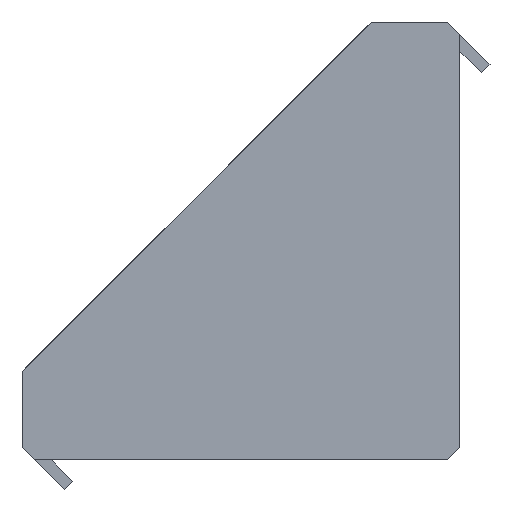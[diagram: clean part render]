
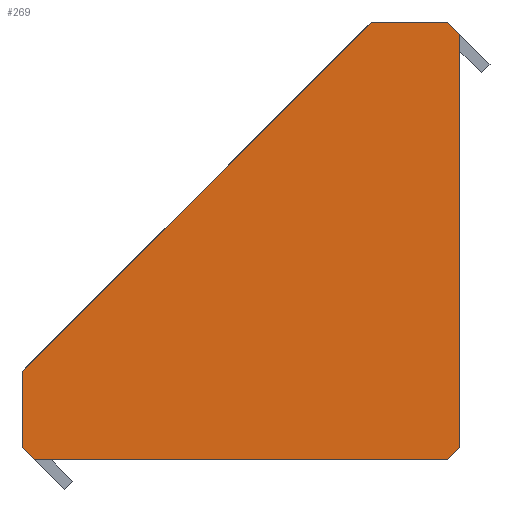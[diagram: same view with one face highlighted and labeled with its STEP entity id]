
A CAD part, left-side view. The second image highlights one B-rep face of the part: STEP entity #269.
In plain terms, the highlighted planar face has unit normal (-1, 0, 0).
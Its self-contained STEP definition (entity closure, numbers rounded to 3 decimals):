
#173 = VECTOR ( 'NONE', #2320, 1000. ) ;
#269 = ADVANCED_FACE ( 'NONE', ( #2432 ), #2480, .F. ) ;
#326 = DIRECTION ( 'NONE',  ( 0., -0.707, -0.707 ) ) ;
#370 = VECTOR ( 'NONE', #2418, 1000. ) ;
#467 = LINE ( 'NONE', #2883, #173 ) ;
#497 = DIRECTION ( 'NONE',  ( 0., 0., -1. ) ) ;
#499 = VECTOR ( 'NONE', #2046, 1000. ) ;
#515 = EDGE_CURVE ( 'NONE', #818, #532, #2107, .T. ) ;
#532 = VERTEX_POINT ( 'NONE', #1835 ) ;
#698 = CARTESIAN_POINT ( 'NONE',  ( -18., 18., -10.707 ) ) ;
#818 = VERTEX_POINT ( 'NONE', #1725 ) ;
#853 = EDGE_CURVE ( 'NONE', #2178, #1936, #2484, .T. ) ;
#856 = LINE ( 'NONE', #2540, #1282 ) ;
#881 = DIRECTION ( 'NONE',  ( 0., 0., -1. ) ) ;
#888 = DIRECTION ( 'NONE',  ( 0., 0., 1. ) ) ;
#898 = ORIENTED_EDGE ( 'NONE', *, *, #515, .F. ) ;
#924 = ORIENTED_EDGE ( 'NONE', *, *, #2756, .F. ) ;
#1052 = CARTESIAN_POINT ( 'NONE',  ( -18., 0., 0. ) ) ;
#1091 = LINE ( 'NONE', #3060, #2201 ) ;
#1146 = CARTESIAN_POINT ( 'NONE',  ( -18., -18., 17. ) ) ;
#1218 = CARTESIAN_POINT ( 'NONE',  ( -18., 18., -17. ) ) ;
#1281 = EDGE_CURVE ( 'NONE', #2178, #2572, #856, .T. ) ;
#1282 = VECTOR ( 'NONE', #888, 1000. ) ;
#1315 = CARTESIAN_POINT ( 'NONE',  ( -18., -18., 17. ) ) ;
#1474 = LINE ( 'NONE', #2924, #370 ) ;
#1517 = LINE ( 'NONE', #1315, #499 ) ;
#1552 = EDGE_CURVE ( 'NONE', #2572, #818, #2346, .T. ) ;
#1564 = VERTEX_POINT ( 'NONE', #1146 ) ;
#1567 = EDGE_CURVE ( 'NONE', #1564, #2467, #1091, .T. ) ;
#1632 = VECTOR ( 'NONE', #326, 1000. ) ;
#1725 = CARTESIAN_POINT ( 'NONE',  ( -18., -10.707, 18. ) ) ;
#1731 = VECTOR ( 'NONE', #1888, 1000. ) ;
#1759 = ORIENTED_EDGE ( 'NONE', *, *, #1552, .F. ) ;
#1795 = VERTEX_POINT ( 'NONE', #2724 ) ;
#1822 = CARTESIAN_POINT ( 'NONE',  ( -18., 18., -10.707 ) ) ;
#1835 = CARTESIAN_POINT ( 'NONE',  ( -18., -17., 18. ) ) ;
#1888 = DIRECTION ( 'NONE',  ( 0., -1., 0. ) ) ;
#1936 = VERTEX_POINT ( 'NONE', #2816 ) ;
#1959 = ORIENTED_EDGE ( 'NONE', *, *, #3049, .T. ) ;
#2046 = DIRECTION ( 'NONE',  ( 0., 0.707, 0.707 ) ) ;
#2072 = DIRECTION ( 'NONE',  ( 0., -0.707, 0.707 ) ) ;
#2078 = ORIENTED_EDGE ( 'NONE', *, *, #2626, .T. ) ;
#2095 = ORIENTED_EDGE ( 'NONE', *, *, #853, .T. ) ;
#2107 = LINE ( 'NONE', #3027, #1731 ) ;
#2147 = ORIENTED_EDGE ( 'NONE', *, *, #1567, .F. ) ;
#2178 = VERTEX_POINT ( 'NONE', #1218 ) ;
#2201 = VECTOR ( 'NONE', #881, 1000. ) ;
#2209 = AXIS2_PLACEMENT_3D ( 'NONE', #1052, #2940, #497 ) ;
#2320 = DIRECTION ( 'NONE',  ( 0., 1., 0. ) ) ;
#2346 = LINE ( 'NONE', #1822, #2357 ) ;
#2357 = VECTOR ( 'NONE', #2072, 1000. ) ;
#2369 = CARTESIAN_POINT ( 'NONE',  ( -18., -18., -17. ) ) ;
#2418 = DIRECTION ( 'NONE',  ( 0., -0.707, 0.707 ) ) ;
#2432 = FACE_OUTER_BOUND ( 'NONE', #2968, .T. ) ;
#2467 = VERTEX_POINT ( 'NONE', #2369 ) ;
#2480 = PLANE ( 'NONE',  #2209 ) ;
#2484 = LINE ( 'NONE', #2737, #1632 ) ;
#2540 = CARTESIAN_POINT ( 'NONE',  ( -18., 18., -18. ) ) ;
#2572 = VERTEX_POINT ( 'NONE', #698 ) ;
#2626 = EDGE_CURVE ( 'NONE', #1795, #2467, #1474, .T. ) ;
#2724 = CARTESIAN_POINT ( 'NONE',  ( -18., -17., -18. ) ) ;
#2737 = CARTESIAN_POINT ( 'NONE',  ( -18., 18., -17. ) ) ;
#2756 = EDGE_CURVE ( 'NONE', #1795, #1936, #467, .T. ) ;
#2760 = ORIENTED_EDGE ( 'NONE', *, *, #1281, .F. ) ;
#2816 = CARTESIAN_POINT ( 'NONE',  ( -18., 17., -18. ) ) ;
#2883 = CARTESIAN_POINT ( 'NONE',  ( -18., -18., -18. ) ) ;
#2924 = CARTESIAN_POINT ( 'NONE',  ( -18., -17., -18. ) ) ;
#2940 = DIRECTION ( 'NONE',  ( 1., 0., 0. ) ) ;
#2968 = EDGE_LOOP ( 'NONE', ( #898, #1759, #2760, #2095, #924, #2078, #2147, #1959 ) ) ;
#3027 = CARTESIAN_POINT ( 'NONE',  ( -18., -10., 18. ) ) ;
#3049 = EDGE_CURVE ( 'NONE', #1564, #532, #1517, .T. ) ;
#3060 = CARTESIAN_POINT ( 'NONE',  ( -18., -18., 18. ) ) ;
